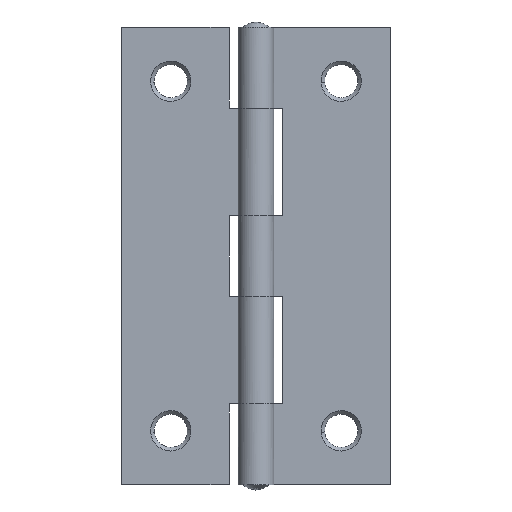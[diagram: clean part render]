
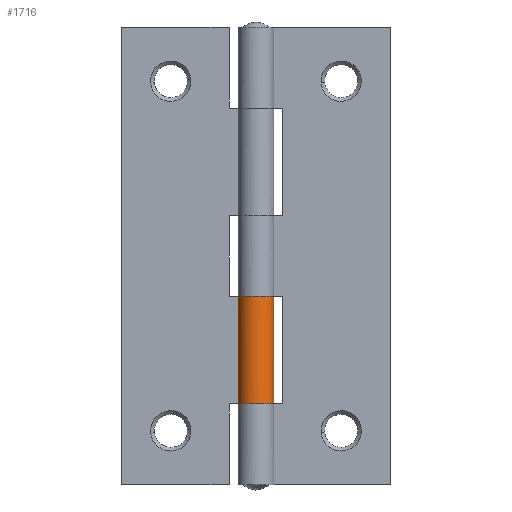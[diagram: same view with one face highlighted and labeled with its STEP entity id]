
A CAD part, front view. The second image highlights one B-rep face of the part: STEP entity #1716.
In plain terms, the highlighted free-form (B-spline) face has degree [1, 2] with [2, 7] control points.
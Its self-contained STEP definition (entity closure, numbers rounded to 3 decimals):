
#1016=CARTESIAN_POINT('',(-1.636,1.15,9.));
#1017=VERTEX_POINT('',#1016);
#1023=CARTESIAN_POINT('',(-1.636,1.15,21.));
#1024=VERTEX_POINT('',#1023);
#1025=CARTESIAN_POINT('',(-1.636,1.15,21.));
#1026=CARTESIAN_POINT('',(-1.636,1.15,9.));
#1027=QUASI_UNIFORM_CURVE('',1,(#1025,#1026),.UNSPECIFIED.,.F.,.U.);
#1028=EDGE_CURVE('',#1024,#1017,#1027,.T.);
#1378=CARTESIAN_POINT('',(0.,2.,9.0));
#1379=VERTEX_POINT('',#1378);
#1385=CARTESIAN_POINT('',(0.,2.,9.0));
#1386=CARTESIAN_POINT('',(0.222,2.,9.));
#1387=CARTESIAN_POINT('',(0.541,1.946,9.));
#1388=CARTESIAN_POINT('',(0.95,1.771,9.));
#1389=CARTESIAN_POINT('',(1.231,1.59,9.));
#1390=CARTESIAN_POINT('',(1.536,1.306,9.));
#1391=CARTESIAN_POINT('',(1.799,0.925,9.));
#1392=CARTESIAN_POINT('',(1.963,0.465,9.));
#1393=CARTESIAN_POINT('',(2.011,0.049,9.));
#1394=CARTESIAN_POINT('',(1.985,-0.312,9.));
#1395=CARTESIAN_POINT('',(1.906,-0.636,9.));
#1396=CARTESIAN_POINT('',(1.769,-0.956,9.));
#1397=CARTESIAN_POINT('',(1.577,-1.247,9.));
#1398=CARTESIAN_POINT('',(1.348,-1.489,9.));
#1399=CARTESIAN_POINT('',(1.028,-1.735,9.));
#1400=CARTESIAN_POINT('',(0.609,-1.931,9.));
#1401=CARTESIAN_POINT('',(0.085,-2.019,9.));
#1402=CARTESIAN_POINT('',(-0.36,-1.982,9.));
#1403=CARTESIAN_POINT('',(-0.734,-1.871,9.));
#1404=CARTESIAN_POINT('',(-1.058,-1.711,9.));
#1405=CARTESIAN_POINT('',(-1.393,-1.46,9.));
#1406=CARTESIAN_POINT('',(-1.68,-1.117,9.));
#1407=CARTESIAN_POINT('',(-1.882,-0.719,9.));
#1408=CARTESIAN_POINT('',(-2.004,-0.261,9.));
#1409=CARTESIAN_POINT('',(-2.01,0.257,9.));
#1410=CARTESIAN_POINT('',(-1.872,0.756,9.));
#1411=CARTESIAN_POINT('',(-1.716,1.037,9.));
#1412=CARTESIAN_POINT('',(-1.636,1.15,9.));
#1413=B_SPLINE_CURVE_WITH_KNOTS('',3,(#1385,#1386,#1387,#1388,#1389,#1390,#1391,#1392,#1393,#1394,#1395,#1396,#1397,#1398,#1399,#1400,#1401,#1402,#1403,#1404,#1405,#1406,#1407,#1408,#1409,#1410,#1411,#1412),.UNSPECIFIED.,.F.,.U.,(4,1,1,1,1,1,1,1,1,1,1,1,1,1,1,1,1,1,1,1,1,1,1,1,1,4),(0.,0.666,0.957,1.331,1.664,2.205,2.704,3.12,3.453,3.786,4.119,4.493,4.826,5.117,5.699,6.199,6.698,7.031,7.364,7.78,8.279,8.695,9.111,9.693,10.234,10.65),.UNSPECIFIED.);
#1414=EDGE_CURVE('',#1379,#1017,#1413,.T.);
#1507=CARTESIAN_POINT('',(0.,2.,21.0));
#1508=VERTEX_POINT('',#1507);
#1509=CARTESIAN_POINT('',(0.,2.,21.0));
#1510=CARTESIAN_POINT('',(0.194,2.,21.));
#1511=CARTESIAN_POINT('',(0.569,1.945,21.));
#1512=CARTESIAN_POINT('',(1.078,1.714,21.));
#1513=CARTESIAN_POINT('',(1.497,1.363,21.));
#1514=CARTESIAN_POINT('',(1.783,0.948,21.));
#1515=CARTESIAN_POINT('',(1.957,0.493,21.));
#1516=CARTESIAN_POINT('',(2.013,0.077,21.));
#1517=CARTESIAN_POINT('',(1.985,-0.312,21.));
#1518=CARTESIAN_POINT('',(1.899,-0.663,21.));
#1519=CARTESIAN_POINT('',(1.709,-1.082,21.));
#1520=CARTESIAN_POINT('',(1.425,-1.43,21.));
#1521=CARTESIAN_POINT('',(1.094,-1.684,21.));
#1522=CARTESIAN_POINT('',(0.764,-1.864,21.));
#1523=CARTESIAN_POINT('',(0.336,-1.993,21.));
#1524=CARTESIAN_POINT('',(-0.167,-2.014,21.));
#1525=CARTESIAN_POINT('',(-0.659,-1.91,21.));
#1526=CARTESIAN_POINT('',(-1.06,-1.713,21.));
#1527=CARTESIAN_POINT('',(-1.411,-1.438,21.));
#1528=CARTESIAN_POINT('',(-1.68,-1.117,21.));
#1529=CARTESIAN_POINT('',(-1.882,-0.719,21.));
#1530=CARTESIAN_POINT('',(-2.004,-0.261,21.));
#1531=CARTESIAN_POINT('',(-2.01,0.257,21.));
#1532=CARTESIAN_POINT('',(-1.872,0.756,21.));
#1533=CARTESIAN_POINT('',(-1.716,1.037,21.));
#1534=CARTESIAN_POINT('',(-1.636,1.15,21.));
#1535=B_SPLINE_CURVE_WITH_KNOTS('',3,(#1509,#1510,#1511,#1512,#1513,#1514,#1515,#1516,#1517,#1518,#1519,#1520,#1521,#1522,#1523,#1524,#1525,#1526,#1527,#1528,#1529,#1530,#1531,#1532,#1533,#1534),.UNSPECIFIED.,.F.,.U.,(4,1,1,1,1,1,1,1,1,1,1,1,1,1,1,1,1,1,1,1,1,1,1,4),(0.,0.582,1.123,1.664,2.205,2.621,3.12,3.453,3.786,4.202,4.826,5.117,5.45,5.949,6.448,6.948,7.447,7.78,8.279,8.695,9.111,9.693,10.234,10.65),.UNSPECIFIED.);
#1536=EDGE_CURVE('',#1508,#1024,#1535,.T.);
#1684=CARTESIAN_POINT('',(-1.587,1.218,21.3));
#1685=CARTESIAN_POINT('',(-1.587,1.218,8.692));
#1686=CARTESIAN_POINT('',(-3.145,-0.813,21.3));
#1687=CARTESIAN_POINT('',(-3.145,-0.813,8.692));
#1688=CARTESIAN_POINT('',(-0.797,-1.834,21.3));
#1689=CARTESIAN_POINT('',(-0.797,-1.834,8.692));
#1690=CARTESIAN_POINT('',(1.55,-2.855,21.3));
#1691=CARTESIAN_POINT('',(1.55,-2.855,8.692));
#1692=CARTESIAN_POINT('',(1.973,-0.33,21.3));
#1693=CARTESIAN_POINT('',(1.973,-0.33,8.692));
#1694=CARTESIAN_POINT('',(2.395,2.195,21.3));
#1695=CARTESIAN_POINT('',(2.395,2.195,8.692));
#1696=CARTESIAN_POINT('',(-0.157,1.994,21.3));
#1697=CARTESIAN_POINT('',(-0.157,1.994,8.692));
#1705=(BOUNDED_SURFACE()B_SPLINE_SURFACE(1,2,((#1684,#1686,#1688,#1690,#1692,#1694,#1696),(#1685,#1687,#1689,#1691,#1693,#1695,#1697)),.UNSPECIFIED.,.F.,.F.,.U.)B_SPLINE_SURFACE_WITH_KNOTS((2,2),(3,2,2,3),(0.0,12.608),(0.0,3.902,7.804,11.706),.UNSPECIFIED.)GEOMETRIC_REPRESENTATION_ITEM()RATIONAL_B_SPLINE_SURFACE(((1.0,0.616,1.0,0.616,1.0,0.616,1.0),(1.0,0.616,1.0,0.616,1.0,0.616,1.0)))REPRESENTATION_ITEM('')SURFACE());
#1706=ORIENTED_EDGE('',*,*,#1414,.F.);
#1707=CARTESIAN_POINT('',(0.,2.,21.0));
#1708=CARTESIAN_POINT('',(0.,2.,9.0));
#1709=QUASI_UNIFORM_CURVE('',1,(#1707,#1708),.UNSPECIFIED.,.F.,.U.);
#1710=EDGE_CURVE('',#1508,#1379,#1709,.T.);
#1711=ORIENTED_EDGE('',*,*,#1710,.F.);
#1712=ORIENTED_EDGE('',*,*,#1536,.T.);
#1713=ORIENTED_EDGE('',*,*,#1028,.T.);
#1714=EDGE_LOOP('',(#1706,#1711,#1712,#1713));
#1715=FACE_OUTER_BOUND('',#1714,.T.);
#1716=ADVANCED_FACE('',(#1715),#1705,.T.);
